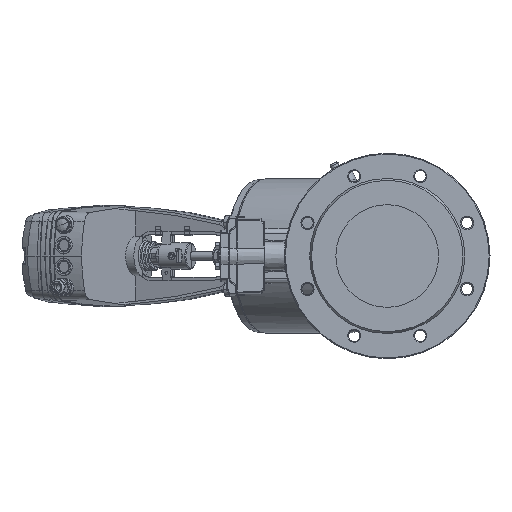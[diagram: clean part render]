
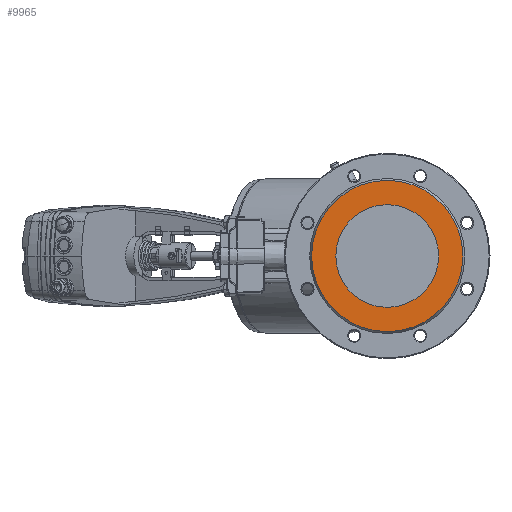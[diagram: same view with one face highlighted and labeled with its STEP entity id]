
A CAD part, left-side view. The second image highlights one B-rep face of the part: STEP entity #9965.
In plain terms, the highlighted planar face has unit normal (-1, 0, 0).
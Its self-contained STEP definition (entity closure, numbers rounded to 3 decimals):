
#1783 = VERTEX_POINT ( 'NONE', #114384 ) ;
#2900 = EDGE_LOOP ( 'NONE', ( #6922, #109213 ) ) ;
#4203 = VERTEX_POINT ( 'NONE', #100926 ) ;
#6725 = CARTESIAN_POINT ( 'NONE',  ( -224.91, 0., 0. ) ) ;
#6922 = ORIENTED_EDGE ( 'NONE', *, *, #92291, .T. ) ;
#7879 = DIRECTION ( 'NONE',  ( 0., 0., -1. ) ) ;
#8667 = EDGE_CURVE ( 'NONE', #48879, #85097, #70130, .T. ) ;
#9965 = ADVANCED_FACE ( 'NONE', ( #49659, #84973 ), #76285, .F. ) ;
#10050 = CARTESIAN_POINT ( 'NONE',  ( -224.91, 0., 0. ) ) ;
#14947 = DIRECTION ( 'NONE',  ( 1., 0., 0. ) ) ;
#15324 = AXIS2_PLACEMENT_3D ( 'NONE', #6725, #103937, #95832 ) ;
#19125 = EDGE_CURVE ( 'NONE', #85097, #48879, #111995, .T. ) ;
#23582 = CARTESIAN_POINT ( 'NONE',  ( -224.91, 65.6, 0. ) ) ;
#26393 = CARTESIAN_POINT ( 'NONE',  ( -224.91, 0., 92. ) ) ;
#33116 = AXIS2_PLACEMENT_3D ( 'NONE', #23582, #14947, #59502 ) ;
#37053 = CARTESIAN_POINT ( 'NONE',  ( -224.91, 0., 0. ) ) ;
#45325 = DIRECTION ( 'NONE',  ( 1., 0., 0. ) ) ;
#48879 = VERTEX_POINT ( 'NONE', #102543 ) ;
#49659 = FACE_BOUND ( 'NONE', #2900, .T. ) ;
#51753 = DIRECTION ( 'NONE',  ( 0., 0., -1. ) ) ;
#58105 = ORIENTED_EDGE ( 'NONE', *, *, #19125, .F. ) ;
#59502 = DIRECTION ( 'NONE',  ( 0., 0., -1. ) ) ;
#60539 = CARTESIAN_POINT ( 'NONE',  ( -224.91, 0., 0. ) ) ;
#62692 = AXIS2_PLACEMENT_3D ( 'NONE', #60539, #95259, #7879 ) ;
#70130 = CIRCLE ( 'NONE', #62692, 92. ) ;
#76285 = PLANE ( 'NONE',  #33116 ) ;
#77871 = EDGE_CURVE ( 'NONE', #1783, #4203, #98498, .T. ) ;
#78739 = AXIS2_PLACEMENT_3D ( 'NONE', #37053, #87485, #106548 ) ;
#81310 = AXIS2_PLACEMENT_3D ( 'NONE', #10050, #45325, #51753 ) ;
#84973 = FACE_OUTER_BOUND ( 'NONE', #97973, .T. ) ;
#85097 = VERTEX_POINT ( 'NONE', #26393 ) ;
#87485 = DIRECTION ( 'NONE',  ( 1., 0., 0. ) ) ;
#90467 = CIRCLE ( 'NONE', #81310, 62.5 ) ;
#92291 = EDGE_CURVE ( 'NONE', #4203, #1783, #90467, .T. ) ;
#95259 = DIRECTION ( 'NONE',  ( 1., 0., 0. ) ) ;
#95832 = DIRECTION ( 'NONE',  ( 0., 0., -1. ) ) ;
#97973 = EDGE_LOOP ( 'NONE', ( #111758, #58105 ) ) ;
#98498 = CIRCLE ( 'NONE', #15324, 62.5 ) ;
#100926 = CARTESIAN_POINT ( 'NONE',  ( -224.91, 0., -62.5 ) ) ;
#102543 = CARTESIAN_POINT ( 'NONE',  ( -224.91, 0., -92. ) ) ;
#103937 = DIRECTION ( 'NONE',  ( 1., 0., 0. ) ) ;
#106548 = DIRECTION ( 'NONE',  ( 0., 0., -1. ) ) ;
#109213 = ORIENTED_EDGE ( 'NONE', *, *, #77871, .T. ) ;
#111758 = ORIENTED_EDGE ( 'NONE', *, *, #8667, .F. ) ;
#111995 = CIRCLE ( 'NONE', #78739, 92. ) ;
#114384 = CARTESIAN_POINT ( 'NONE',  ( -224.91, 0., 62.5 ) ) ;
